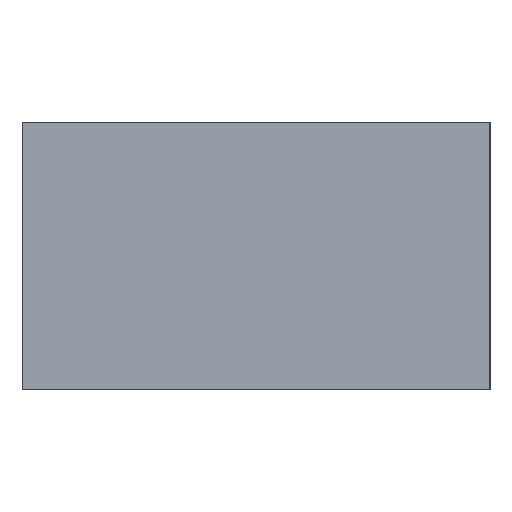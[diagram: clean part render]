
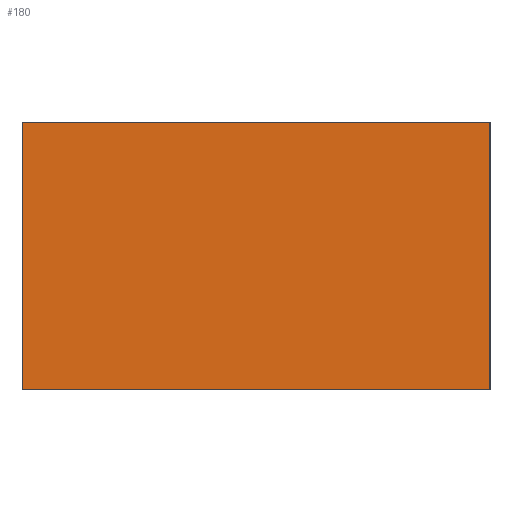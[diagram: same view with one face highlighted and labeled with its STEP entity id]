
A CAD part, left-side view. The second image highlights one B-rep face of the part: STEP entity #180.
In plain terms, the highlighted planar face has unit normal (-1, 0, 0).
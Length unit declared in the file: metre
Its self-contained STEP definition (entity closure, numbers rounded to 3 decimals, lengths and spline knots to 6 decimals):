
#32=ORIENTED_EDGE('',*,*,#71,.T.);
#33=ORIENTED_EDGE('',*,*,#72,.F.);
#34=ORIENTED_EDGE('',*,*,#73,.F.);
#35=ORIENTED_EDGE('',*,*,#69,.T.);
#69=EDGE_CURVE('',#89,#88,#105,.T.);
#71=EDGE_CURVE('',#88,#90,#107,.T.);
#72=EDGE_CURVE('',#91,#90,#108,.T.);
#73=EDGE_CURVE('',#89,#91,#109,.T.);
#88=VERTEX_POINT('',#297);
#89=VERTEX_POINT('',#299);
#90=VERTEX_POINT('',#303);
#91=VERTEX_POINT('',#305);
#105=LINE('',#298,#117);
#107=LINE('',#302,#119);
#108=LINE('',#304,#120);
#109=LINE('',#306,#121);
#117=VECTOR('',#238,1.);
#119=VECTOR('',#242,1.);
#120=VECTOR('',#243,1.);
#121=VECTOR('',#244,1.);
#126=EDGE_LOOP('',(#32,#33,#34,#35));
#148=FACE_BOUND('',#126,.T.);
#170=PLANE('',#207);
#180=ADVANCED_FACE('',(#148),#170,.F.);
#207=AXIS2_PLACEMENT_3D('',#301,#240,#241);
#238=DIRECTION('',(0.,0.,-1.));
#240=DIRECTION('',(1.,0.,0.));
#241=DIRECTION('',(0.,0.,-1.));
#242=DIRECTION('',(0.,-1.,0.));
#243=DIRECTION('',(0.,0.,-1.));
#244=DIRECTION('',(0.,-1.,0.));
#297=CARTESIAN_POINT('',(-0.1,0.007,0.));
#298=CARTESIAN_POINT('',(-0.1,0.007,0.008));
#299=CARTESIAN_POINT('',(-0.1,0.007,0.008));
#301=CARTESIAN_POINT('',(-0.1,0.,0.008));
#302=CARTESIAN_POINT('',(-0.1,0.,0.));
#303=CARTESIAN_POINT('',(-0.1,-0.007,0.));
#304=CARTESIAN_POINT('',(-0.1,-0.007,0.008));
#305=CARTESIAN_POINT('',(-0.1,-0.007,0.008));
#306=CARTESIAN_POINT('',(-0.1,0.,0.008));
